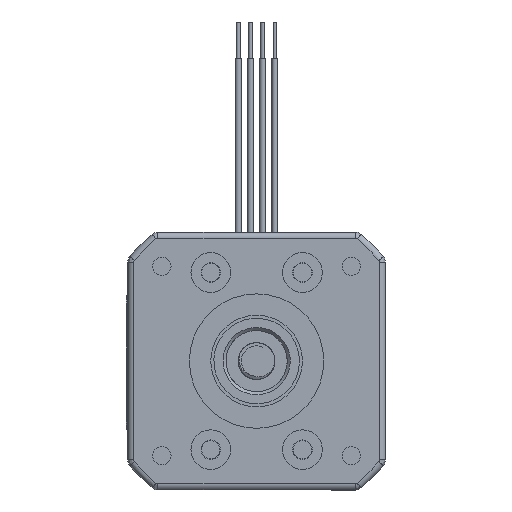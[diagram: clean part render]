
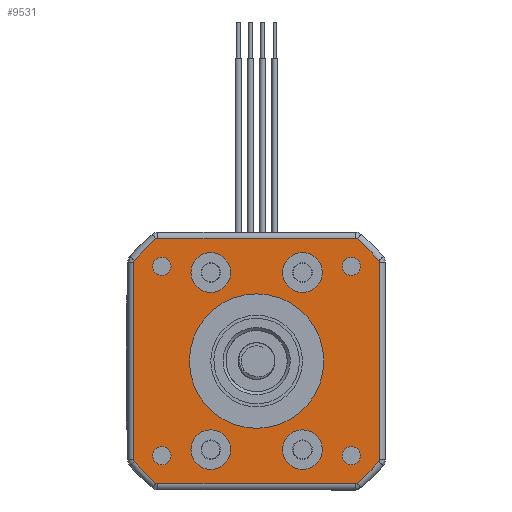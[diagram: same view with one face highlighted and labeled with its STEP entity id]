
A CAD part, front view. The second image highlights one B-rep face of the part: STEP entity #9531.
In plain terms, the highlighted face is planar.
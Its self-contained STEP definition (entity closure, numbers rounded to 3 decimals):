
#1152=LINE('',#17194,#1943);
#1153=LINE('',#17202,#1944);
#1154=LINE('',#17210,#1945);
#1155=LINE('',#17218,#1946);
#1943=VECTOR('',#13143,32.311);
#1944=VECTOR('',#13150,32.311);
#1945=VECTOR('',#13157,32.311);
#1946=VECTOR('',#13164,32.311);
#2163=FACE_BOUND('',#3436,.T.);
#2164=FACE_BOUND('',#3437,.T.);
#2165=FACE_BOUND('',#3438,.T.);
#2166=FACE_BOUND('',#3439,.T.);
#2167=FACE_BOUND('',#3440,.T.);
#2168=FACE_BOUND('',#3441,.T.);
#2169=FACE_BOUND('',#3442,.T.);
#2170=FACE_BOUND('',#3443,.T.);
#2171=FACE_BOUND('',#3444,.T.);
#2698=FACE_OUTER_BOUND('',#3435,.T.);
#3435=EDGE_LOOP('',(#8457,#8458,#8459,#8460,#8461,#8462,#8463,#8464,#8465,
#8466,#8467,#8468,#8469,#8470,#8471,#8472));
#3436=EDGE_LOOP('',(#8473));
#3437=EDGE_LOOP('',(#8474));
#3438=EDGE_LOOP('',(#8475));
#3439=EDGE_LOOP('',(#8476));
#3440=EDGE_LOOP('',(#8477));
#3441=EDGE_LOOP('',(#8478));
#3442=EDGE_LOOP('',(#8479));
#3443=EDGE_LOOP('',(#8480));
#3444=EDGE_LOOP('',(#8481));
#3934=CIRCLE('',#10483,25.9);
#3935=CIRCLE('',#10484,0.5);
#3936=CIRCLE('',#10485,0.5);
#3937=CIRCLE('',#10486,25.9);
#3938=CIRCLE('',#10487,0.5);
#3939=CIRCLE('',#10488,0.5);
#3940=CIRCLE('',#10489,25.9);
#3941=CIRCLE('',#10490,0.5);
#3942=CIRCLE('',#10491,0.5);
#3943=CIRCLE('',#10492,25.9);
#3944=CIRCLE('',#10493,0.5);
#3945=CIRCLE('',#10494,0.5);
#3946=CIRCLE('',#10495,3.25);
#3947=CIRCLE('',#10496,3.25);
#3948=CIRCLE('',#10497,3.25);
#3949=CIRCLE('',#10498,3.25);
#3950=CIRCLE('',#10499,11.);
#3951=CIRCLE('',#10500,1.5);
#3952=CIRCLE('',#10501,1.5);
#3953=CIRCLE('',#10502,1.5);
#3954=CIRCLE('',#10503,1.5);
#4820=VERTEX_POINT('',#17188);
#4821=VERTEX_POINT('',#17189);
#4822=VERTEX_POINT('',#17191);
#4823=VERTEX_POINT('',#17193);
#4824=VERTEX_POINT('',#17195);
#4825=VERTEX_POINT('',#17197);
#4826=VERTEX_POINT('',#17199);
#4827=VERTEX_POINT('',#17201);
#4828=VERTEX_POINT('',#17203);
#4829=VERTEX_POINT('',#17205);
#4830=VERTEX_POINT('',#17207);
#4831=VERTEX_POINT('',#17209);
#4832=VERTEX_POINT('',#17211);
#4833=VERTEX_POINT('',#17213);
#4834=VERTEX_POINT('',#17215);
#4835=VERTEX_POINT('',#17217);
#4836=VERTEX_POINT('',#17220);
#4837=VERTEX_POINT('',#17222);
#4838=VERTEX_POINT('',#17224);
#4839=VERTEX_POINT('',#17226);
#4840=VERTEX_POINT('',#17228);
#4841=VERTEX_POINT('',#17230);
#4842=VERTEX_POINT('',#17232);
#4843=VERTEX_POINT('',#17234);
#4844=VERTEX_POINT('',#17236);
#6054=EDGE_CURVE('',#4820,#4821,#3934,.F.);
#6055=EDGE_CURVE('',#4821,#4822,#3935,.F.);
#6056=EDGE_CURVE('',#4822,#4823,#1152,.T.);
#6057=EDGE_CURVE('',#4823,#4824,#3936,.F.);
#6058=EDGE_CURVE('',#4824,#4825,#3937,.F.);
#6059=EDGE_CURVE('',#4825,#4826,#3938,.F.);
#6060=EDGE_CURVE('',#4826,#4827,#1153,.T.);
#6061=EDGE_CURVE('',#4827,#4828,#3939,.F.);
#6062=EDGE_CURVE('',#4828,#4829,#3940,.F.);
#6063=EDGE_CURVE('',#4829,#4830,#3941,.F.);
#6064=EDGE_CURVE('',#4830,#4831,#1154,.T.);
#6065=EDGE_CURVE('',#4831,#4832,#3942,.F.);
#6066=EDGE_CURVE('',#4832,#4833,#3943,.F.);
#6067=EDGE_CURVE('',#4833,#4834,#3944,.F.);
#6068=EDGE_CURVE('',#4834,#4835,#1155,.T.);
#6069=EDGE_CURVE('',#4835,#4820,#3945,.F.);
#6070=EDGE_CURVE('',#4836,#4836,#3946,.T.);
#6071=EDGE_CURVE('',#4837,#4837,#3947,.T.);
#6072=EDGE_CURVE('',#4838,#4838,#3948,.T.);
#6073=EDGE_CURVE('',#4839,#4839,#3949,.T.);
#6074=EDGE_CURVE('',#4840,#4840,#3950,.F.);
#6075=EDGE_CURVE('',#4841,#4841,#3951,.T.);
#6076=EDGE_CURVE('',#4842,#4842,#3952,.T.);
#6077=EDGE_CURVE('',#4843,#4843,#3953,.T.);
#6078=EDGE_CURVE('',#4844,#4844,#3954,.T.);
#8457=ORIENTED_EDGE('',*,*,#6054,.T.);
#8458=ORIENTED_EDGE('',*,*,#6055,.T.);
#8459=ORIENTED_EDGE('',*,*,#6056,.T.);
#8460=ORIENTED_EDGE('',*,*,#6057,.T.);
#8461=ORIENTED_EDGE('',*,*,#6058,.T.);
#8462=ORIENTED_EDGE('',*,*,#6059,.T.);
#8463=ORIENTED_EDGE('',*,*,#6060,.T.);
#8464=ORIENTED_EDGE('',*,*,#6061,.T.);
#8465=ORIENTED_EDGE('',*,*,#6062,.T.);
#8466=ORIENTED_EDGE('',*,*,#6063,.T.);
#8467=ORIENTED_EDGE('',*,*,#6064,.T.);
#8468=ORIENTED_EDGE('',*,*,#6065,.T.);
#8469=ORIENTED_EDGE('',*,*,#6066,.T.);
#8470=ORIENTED_EDGE('',*,*,#6067,.T.);
#8471=ORIENTED_EDGE('',*,*,#6068,.T.);
#8472=ORIENTED_EDGE('',*,*,#6069,.T.);
#8473=ORIENTED_EDGE('',*,*,#6070,.F.);
#8474=ORIENTED_EDGE('',*,*,#6071,.F.);
#8475=ORIENTED_EDGE('',*,*,#6072,.F.);
#8476=ORIENTED_EDGE('',*,*,#6073,.F.);
#8477=ORIENTED_EDGE('',*,*,#6074,.F.);
#8478=ORIENTED_EDGE('',*,*,#6075,.T.);
#8479=ORIENTED_EDGE('',*,*,#6076,.T.);
#8480=ORIENTED_EDGE('',*,*,#6077,.T.);
#8481=ORIENTED_EDGE('',*,*,#6078,.T.);
#9019=PLANE('',#10482);
#9531=ADVANCED_FACE('',(#2698,#2163,#2164,#2165,#2166,#2167,#2168,#2169,
#2170,#2171),#9019,.F.);
#10482=AXIS2_PLACEMENT_3D('',#17187,#13137,#13138);
#10483=AXIS2_PLACEMENT_3D('',#17190,#13139,#13140);
#10484=AXIS2_PLACEMENT_3D('',#17192,#13141,#13142);
#10485=AXIS2_PLACEMENT_3D('',#17196,#13144,#13145);
#10486=AXIS2_PLACEMENT_3D('',#17198,#13146,#13147);
#10487=AXIS2_PLACEMENT_3D('',#17200,#13148,#13149);
#10488=AXIS2_PLACEMENT_3D('',#17204,#13151,#13152);
#10489=AXIS2_PLACEMENT_3D('',#17206,#13153,#13154);
#10490=AXIS2_PLACEMENT_3D('',#17208,#13155,#13156);
#10491=AXIS2_PLACEMENT_3D('',#17212,#13158,#13159);
#10492=AXIS2_PLACEMENT_3D('',#17214,#13160,#13161);
#10493=AXIS2_PLACEMENT_3D('',#17216,#13162,#13163);
#10494=AXIS2_PLACEMENT_3D('',#17219,#13165,#13166);
#10495=AXIS2_PLACEMENT_3D('',#17221,#13167,#13168);
#10496=AXIS2_PLACEMENT_3D('',#17223,#13169,#13170);
#10497=AXIS2_PLACEMENT_3D('',#17225,#13171,#13172);
#10498=AXIS2_PLACEMENT_3D('',#17227,#13173,#13174);
#10499=AXIS2_PLACEMENT_3D('',#17229,#13175,#13176);
#10500=AXIS2_PLACEMENT_3D('',#17231,#13177,#13178);
#10501=AXIS2_PLACEMENT_3D('',#17233,#13179,#13180);
#10502=AXIS2_PLACEMENT_3D('',#17235,#13181,#13182);
#10503=AXIS2_PLACEMENT_3D('',#17237,#13183,#13184);
#13137=DIRECTION('center_axis',(0.,-1.,0.));
#13138=DIRECTION('ref_axis',(0.,0.,-1.));
#13139=DIRECTION('center_axis',(0.,-1.,0.));
#13140=DIRECTION('ref_axis',(0.,0.,-1.));
#13141=DIRECTION('center_axis',(0.,-1.,0.));
#13142=DIRECTION('ref_axis',(0.,0.,-1.));
#13143=DIRECTION('',(0.,0.,1.));
#13144=DIRECTION('center_axis',(0.,-1.,0.));
#13145=DIRECTION('ref_axis',(0.,0.,-1.));
#13146=DIRECTION('center_axis',(0.,-1.,0.));
#13147=DIRECTION('ref_axis',(0.,0.,-1.));
#13148=DIRECTION('center_axis',(0.,-1.,0.));
#13149=DIRECTION('ref_axis',(0.,0.,-1.));
#13150=DIRECTION('',(1.,0.,0.));
#13151=DIRECTION('center_axis',(0.,-1.,0.));
#13152=DIRECTION('ref_axis',(0.,0.,-1.));
#13153=DIRECTION('center_axis',(0.,-1.,0.));
#13154=DIRECTION('ref_axis',(0.,0.,-1.));
#13155=DIRECTION('center_axis',(0.,-1.,0.));
#13156=DIRECTION('ref_axis',(0.,0.,-1.));
#13157=DIRECTION('',(0.,0.,-1.));
#13158=DIRECTION('center_axis',(0.,-1.,0.));
#13159=DIRECTION('ref_axis',(0.,0.,-1.));
#13160=DIRECTION('center_axis',(0.,-1.,0.));
#13161=DIRECTION('ref_axis',(0.,0.,-1.));
#13162=DIRECTION('center_axis',(0.,-1.,0.));
#13163=DIRECTION('ref_axis',(0.,0.,-1.));
#13164=DIRECTION('',(-1.,0.,0.));
#13165=DIRECTION('center_axis',(0.,-1.,0.));
#13166=DIRECTION('ref_axis',(0.,0.,-1.));
#13167=DIRECTION('center_axis',(0.,1.,0.));
#13168=DIRECTION('ref_axis',(0.,0.,1.));
#13169=DIRECTION('center_axis',(0.,1.,0.));
#13170=DIRECTION('ref_axis',(0.,0.,1.));
#13171=DIRECTION('center_axis',(0.,1.,0.));
#13172=DIRECTION('ref_axis',(0.,0.,1.));
#13173=DIRECTION('center_axis',(0.,1.,0.));
#13174=DIRECTION('ref_axis',(0.,0.,1.));
#13175=DIRECTION('center_axis',(0.,-1.,0.));
#13176=DIRECTION('ref_axis',(0.,0.,-1.));
#13177=DIRECTION('center_axis',(0.,-1.,0.));
#13178=DIRECTION('ref_axis',(0.,0.,-1.));
#13179=DIRECTION('center_axis',(0.,-1.,0.));
#13180=DIRECTION('ref_axis',(0.,0.,-1.));
#13181=DIRECTION('center_axis',(0.,-1.,0.));
#13182=DIRECTION('ref_axis',(0.,0.,-1.));
#13183=DIRECTION('center_axis',(0.,-1.,0.));
#13184=DIRECTION('ref_axis',(0.,0.,-1.));
#17187=CARTESIAN_POINT('Origin',(0.,3.,0.));
#17188=CARTESIAN_POINT('',(-16.474,3.,-19.986));
#17189=CARTESIAN_POINT('',(-19.986,3.,-16.474));
#17190=CARTESIAN_POINT('Origin',(0.,3.,0.));
#17191=CARTESIAN_POINT('',(-20.1,3.,-16.155));
#17192=CARTESIAN_POINT('Origin',(-19.6,3.,-16.155));
#17193=CARTESIAN_POINT('',(-20.1,3.,16.155));
#17194=CARTESIAN_POINT('',(-20.1,3.,-16.155));
#17195=CARTESIAN_POINT('',(-19.986,3.,16.474));
#17196=CARTESIAN_POINT('Origin',(-19.6,3.,16.155));
#17197=CARTESIAN_POINT('',(-16.474,3.,19.986));
#17198=CARTESIAN_POINT('Origin',(0.,3.,0.));
#17199=CARTESIAN_POINT('',(-16.155,3.,20.1));
#17200=CARTESIAN_POINT('Origin',(-16.155,3.,19.6));
#17201=CARTESIAN_POINT('',(16.155,3.,20.1));
#17202=CARTESIAN_POINT('',(-16.155,3.,20.1));
#17203=CARTESIAN_POINT('',(16.474,3.,19.986));
#17204=CARTESIAN_POINT('Origin',(16.155,3.,19.6));
#17205=CARTESIAN_POINT('',(19.986,3.,16.474));
#17206=CARTESIAN_POINT('Origin',(0.,3.,0.));
#17207=CARTESIAN_POINT('',(20.1,3.,16.155));
#17208=CARTESIAN_POINT('Origin',(19.6,3.,16.155));
#17209=CARTESIAN_POINT('',(20.1,3.,-16.155));
#17210=CARTESIAN_POINT('',(20.1,3.,16.155));
#17211=CARTESIAN_POINT('',(19.986,3.,-16.474));
#17212=CARTESIAN_POINT('Origin',(19.6,3.,-16.155));
#17213=CARTESIAN_POINT('',(16.474,3.,-19.986));
#17214=CARTESIAN_POINT('Origin',(0.,3.,0.));
#17215=CARTESIAN_POINT('',(16.155,3.,-20.1));
#17216=CARTESIAN_POINT('Origin',(16.155,3.,-19.6));
#17217=CARTESIAN_POINT('',(-16.155,3.,-20.1));
#17218=CARTESIAN_POINT('',(16.155,3.,-20.1));
#17219=CARTESIAN_POINT('Origin',(-16.155,3.,-19.6));
#17220=CARTESIAN_POINT('',(7.5,3.,17.75));
#17221=CARTESIAN_POINT('Origin',(7.5,3.,14.5));
#17222=CARTESIAN_POINT('',(-7.5,3.,17.75));
#17223=CARTESIAN_POINT('Origin',(-7.5,3.,14.5));
#17224=CARTESIAN_POINT('',(7.5,3.,-11.25));
#17225=CARTESIAN_POINT('Origin',(7.5,3.,-14.5));
#17226=CARTESIAN_POINT('',(-7.5,3.,-11.25));
#17227=CARTESIAN_POINT('Origin',(-7.5,3.,-14.5));
#17228=CARTESIAN_POINT('',(0.,3.,-11.));
#17229=CARTESIAN_POINT('Origin',(0.,3.,0.));
#17230=CARTESIAN_POINT('',(-15.5,3.,-17.));
#17231=CARTESIAN_POINT('Origin',(-15.5,3.,-15.5));
#17232=CARTESIAN_POINT('',(15.5,3.,-17.));
#17233=CARTESIAN_POINT('Origin',(15.5,3.,-15.5));
#17234=CARTESIAN_POINT('',(15.5,3.,14.));
#17235=CARTESIAN_POINT('Origin',(15.5,3.,15.5));
#17236=CARTESIAN_POINT('',(-15.5,3.,14.));
#17237=CARTESIAN_POINT('Origin',(-15.5,3.,15.5));
